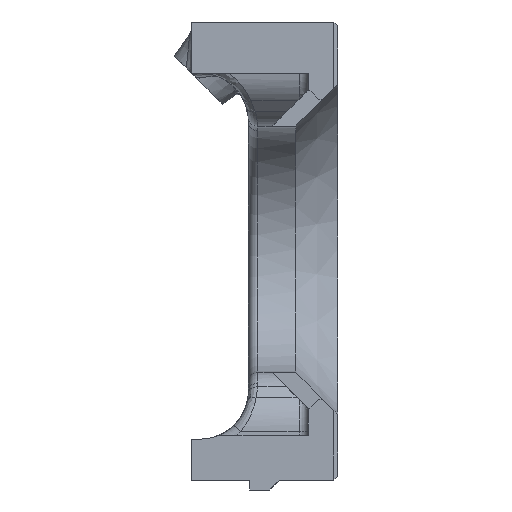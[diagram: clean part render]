
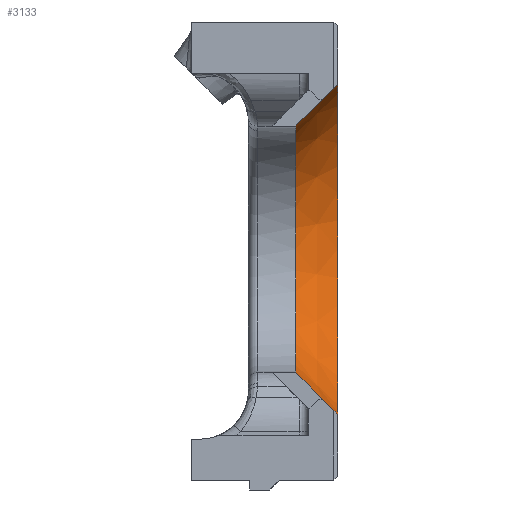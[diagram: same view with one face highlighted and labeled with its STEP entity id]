
A CAD part, left-side view. The second image highlights one B-rep face of the part: STEP entity #3133.
In plain terms, the highlighted conical face has half-angle 45 degrees and reference radius 6.937 mm.
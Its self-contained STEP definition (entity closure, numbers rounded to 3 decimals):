
#86 = VERTEX_POINT ( 'NONE', #873 ) ;
#143 = CARTESIAN_POINT ( 'NONE',  ( -141.892, 22.913, 16.937 ) ) ;
#247 = CARTESIAN_POINT ( 'NONE',  ( -141.892, 22.913, 16.937 ) ) ;
#342 = CONICAL_SURFACE ( 'NONE', #6283, 6.937, 0.785 ) ;
#359 = LINE ( 'NONE', #247, #4549 ) ;
#857 = LINE ( 'NONE', #143, #2590 ) ;
#873 = CARTESIAN_POINT ( 'NONE',  ( -141.892, 38.3, 1.55 ) ) ;
#1015 = ORIENTED_EDGE ( 'NONE', *, *, #7037, .T. ) ;
#1085 = DIRECTION ( 'NONE',  ( 0., 0., -1. ) ) ;
#1268 = CARTESIAN_POINT ( 'NONE',  ( -141.892, 22.913, 0. ) ) ;
#1978 = FACE_OUTER_BOUND ( 'NONE', #2456, .T. ) ;
#2456 = EDGE_LOOP ( 'NONE', ( #10249, #7646, #6651, #1015, #3070, #7160 ) ) ;
#2590 = VECTOR ( 'NONE', #6704, 1000. ) ;
#2740 = DIRECTION ( 'NONE',  ( 0., 1., 0. ) ) ;
#2764 = CARTESIAN_POINT ( 'NONE',  ( -141.892, 22.913, 4.292 ) ) ;
#3037 = VERTEX_POINT ( 'NONE', #8431 ) ;
#3070 = ORIENTED_EDGE ( 'NONE', *, *, #4427, .T. ) ;
#3133 = ADVANCED_FACE ( 'NONE', ( #1978 ), #342, .F. ) ;
#3870 = VERTEX_POINT ( 'NONE', #8052 ) ;
#3901 = VERTEX_POINT ( 'NONE', #8698 ) ;
#4241 = CIRCLE ( 'NONE', #7956, 16.937 ) ;
#4244 = AXIS2_PLACEMENT_3D ( 'NONE', #2764, #8558, #6001 ) ;
#4427 = EDGE_CURVE ( 'NONE', #86, #8436, #5642, .T. ) ;
#4456 = VECTOR ( 'NONE', #8857, 1000. ) ;
#4549 = VECTOR ( 'NONE', #7735, 1000. ) ;
#4625 = LINE ( 'NONE', #7884, #4456 ) ;
#4893 = DIRECTION ( 'NONE',  ( 0., 0.707, -0.707 ) ) ;
#4957 = CARTESIAN_POINT ( 'NONE',  ( -141.892, 17.558, 22.292 ) ) ;
#5277 = EDGE_CURVE ( 'NONE', #3037, #3870, #857, .T. ) ;
#5620 = EDGE_CURVE ( 'NONE', #8848, #3037, #4625, .T. ) ;
#5642 = LINE ( 'NONE', #4957, #9005 ) ;
#6001 = DIRECTION ( 'NONE',  ( 0., 1., 0. ) ) ;
#6283 = AXIS2_PLACEMENT_3D ( 'NONE', #9256, #1085, #2740 ) ;
#6651 = ORIENTED_EDGE ( 'NONE', *, *, #8883, .T. ) ;
#6704 = DIRECTION ( 'NONE',  ( 0., 0.707, 0.707 ) ) ;
#7037 = EDGE_CURVE ( 'NONE', #3901, #86, #359, .T. ) ;
#7160 = ORIENTED_EDGE ( 'NONE', *, *, #10432, .T. ) ;
#7536 = CARTESIAN_POINT ( 'NONE',  ( -141.892, 5.975, 0. ) ) ;
#7646 = ORIENTED_EDGE ( 'NONE', *, *, #5277, .T. ) ;
#7734 = DIRECTION ( 'NONE',  ( 0., 1., 0. ) ) ;
#7735 = DIRECTION ( 'NONE',  ( 0., 0.707, -0.707 ) ) ;
#7884 = CARTESIAN_POINT ( 'NONE',  ( -141.892, 15.621, 9.646 ) ) ;
#7956 = AXIS2_PLACEMENT_3D ( 'NONE', #1268, #8649, #7734 ) ;
#7995 = CARTESIAN_POINT ( 'NONE',  ( -141.892, 39.85, 0. ) ) ;
#8052 = CARTESIAN_POINT ( 'NONE',  ( -141.892, 10.267, 4.292 ) ) ;
#8431 = CARTESIAN_POINT ( 'NONE',  ( -141.892, 7.525, 1.55 ) ) ;
#8436 = VERTEX_POINT ( 'NONE', #7995 ) ;
#8558 = DIRECTION ( 'NONE',  ( 0., 0., 1. ) ) ;
#8649 = DIRECTION ( 'NONE',  ( 0., 0., -1. ) ) ;
#8698 = CARTESIAN_POINT ( 'NONE',  ( -141.892, 35.558, 4.292 ) ) ;
#8809 = CIRCLE ( 'NONE', #4244, 12.646 ) ;
#8848 = VERTEX_POINT ( 'NONE', #7536 ) ;
#8857 = DIRECTION ( 'NONE',  ( 0., 0.707, 0.707 ) ) ;
#8883 = EDGE_CURVE ( 'NONE', #3870, #3901, #8809, .T. ) ;
#9005 = VECTOR ( 'NONE', #4893, 1000. ) ;
#9256 = CARTESIAN_POINT ( 'NONE',  ( -141.892, 22.913, 10. ) ) ;
#10249 = ORIENTED_EDGE ( 'NONE', *, *, #5620, .T. ) ;
#10432 = EDGE_CURVE ( 'NONE', #8436, #8848, #4241, .T. ) ;
